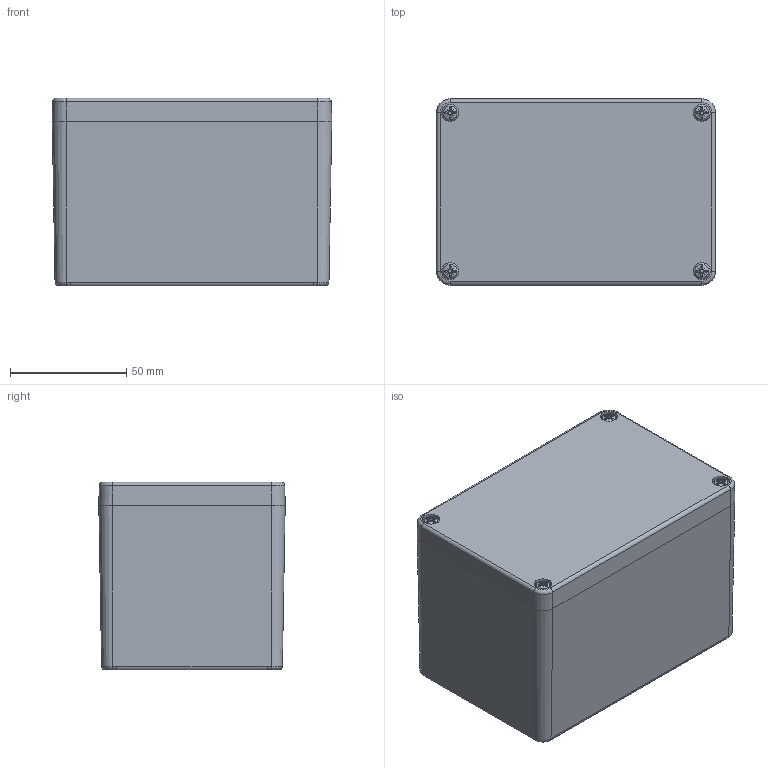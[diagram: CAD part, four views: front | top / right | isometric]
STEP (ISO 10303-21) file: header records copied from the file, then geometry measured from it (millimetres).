
FILE_DESCRIPTION((''),'2;1');
FILE_NAME('0402102700-MBT_128080-K_VE.stp','2015-12-22T14:41:13',('robin.rentz'),(''),'Autodesk Inventor 2012','Autodesk Inventor 2012','');
FILE_SCHEMA(('AUTOMOTIVE_DESIGN { 1 2 10303 214 0 1 1 1 }'));
Length unit declared in the file: millimetre
Products named in the file (6): 0402102700-MBT_128080-K_VE; 0401102902-UT_128070_VE; 0302101501-OT_128010-K_VE; xxx-O-Ring--OT--MBM-MBT_128010; 1990000044 Schraube BM 4x18; 1990000007 M4 Gewindebuchse
Assembly tree (11 placements, depth 2):
  0402102700-MBT_128080-K_VE
    0401102902-UT_128070_VE
    0302101501-OT_128010-K_VE
    xxx-O-Ring--OT--MBM-MBT_128010
    1990000044 Schraube BM 4x18  x4
    1990000007 M4 Gewindebuchse  x4
Bounding box: 120 x 80 x 80.54 mm (x, y, z)
Volume: 160157.1 mm3; surface area: 122751.7 mm2
Topology: 11 solids, 11 shells, 1575 faces, 3790 edges, 2290 vertices
Faces by surface type: plane 615, cylinder 448, cone 372, torus 116, sphere 16, bspline 8
Full cylindrical faces by diameter (mm): 3.242 x4, 3.3 x4, 4 x4, 4.4 x4, 4.5 x8, 4.8 x4, 5.1 x4, 7 x4, 7.2 x4, 7.4 x4, 7.5 x4
Entity records: 24310 total; most frequent: CARTESIAN_POINT 4890, DIRECTION 4376, ORIENTED_EDGE 3808, EDGE_CURVE 1904, AXIS2_PLACEMENT_3D 1792, VERTEX_POINT 1186, EDGE_LOOP 962, CIRCLE 944
